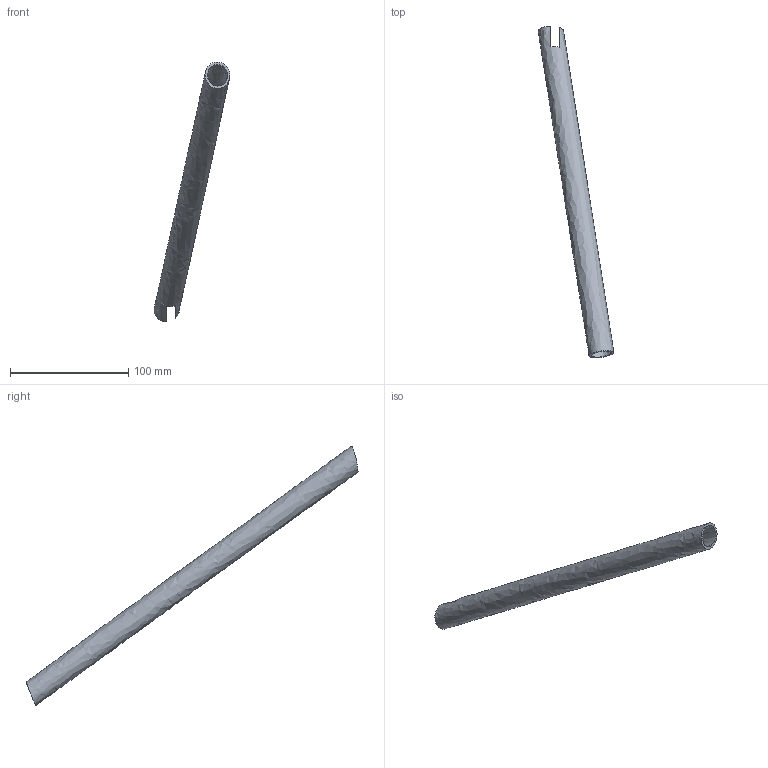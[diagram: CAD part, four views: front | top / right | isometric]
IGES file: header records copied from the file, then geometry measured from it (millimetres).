
Global section: file name: 1; native system: AutoCAD 2017 - Deutsch (German); preprocessor: Autodesk Translation Framework DWG producer (atf_dwg_producer); organization: unknown; date: 20161216.111639; units: millimetre
Bounding box: 64.2 x 280.99 x 219.86 mm (x, y, z)
Volume: 40649.3 mm3; surface area: 41104.6 mm2
Topology: 1 solids, 1 shells, 11 faces, 32 edges, 22 vertices
Faces by surface type: bspline 11
